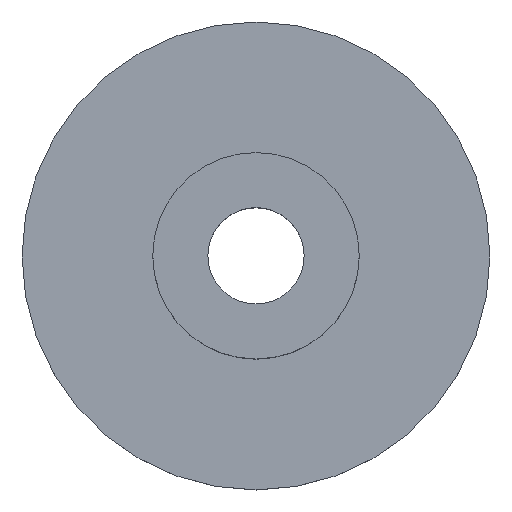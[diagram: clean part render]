
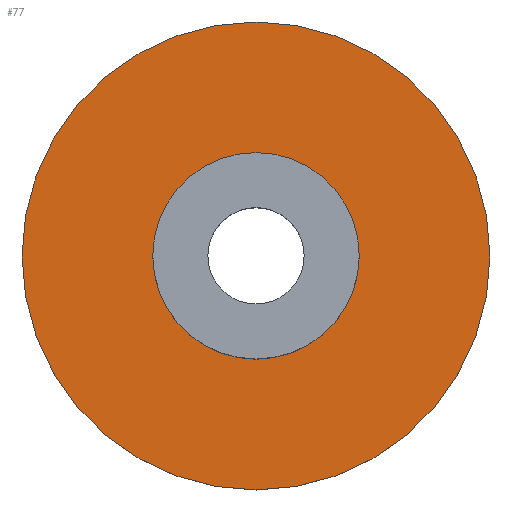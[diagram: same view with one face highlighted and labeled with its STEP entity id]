
A CAD part, top view. The second image highlights one B-rep face of the part: STEP entity #77.
In plain terms, the highlighted planar face has unit normal (0, 0, 1).
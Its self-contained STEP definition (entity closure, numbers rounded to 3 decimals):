
#15=PLANE('',#89);
#20=FACE_BOUND('',#35,.T.);
#26=FACE_OUTER_BOUND('',#34,.T.);
#34=EDGE_LOOP('',(#64));
#35=EDGE_LOOP('',(#65));
#44=CIRCLE('',#87,3.75);
#46=CIRCLE('',#90,8.5);
#50=VERTEX_POINT('',#128);
#52=VERTEX_POINT('',#133);
#56=EDGE_CURVE('',#50,#50,#44,.T.);
#58=EDGE_CURVE('',#52,#52,#46,.T.);
#64=ORIENTED_EDGE('',*,*,#58,.F.);
#65=ORIENTED_EDGE('',*,*,#56,.F.);
#77=ADVANCED_FACE('',(#26,#20),#15,.T.);
#87=AXIS2_PLACEMENT_3D('',#129,#105,#106);
#89=AXIS2_PLACEMENT_3D('',#132,#109,#110);
#90=AXIS2_PLACEMENT_3D('',#134,#111,#112);
#105=DIRECTION('center_axis',(0.,0.,1.));
#106=DIRECTION('ref_axis',(-1.,0.,0.));
#109=DIRECTION('center_axis',(0.,0.,1.));
#110=DIRECTION('ref_axis',(1.,0.,0.));
#111=DIRECTION('center_axis',(0.,0.,-1.));
#112=DIRECTION('ref_axis',(-1.,0.,0.));
#128=CARTESIAN_POINT('',(3.75,0.,1.));
#129=CARTESIAN_POINT('Origin',(0.,0.,1.));
#132=CARTESIAN_POINT('Origin',(0.,0.,
1.));
#133=CARTESIAN_POINT('',(8.5,0.,1.));
#134=CARTESIAN_POINT('Origin',(0.,0.,1.));
